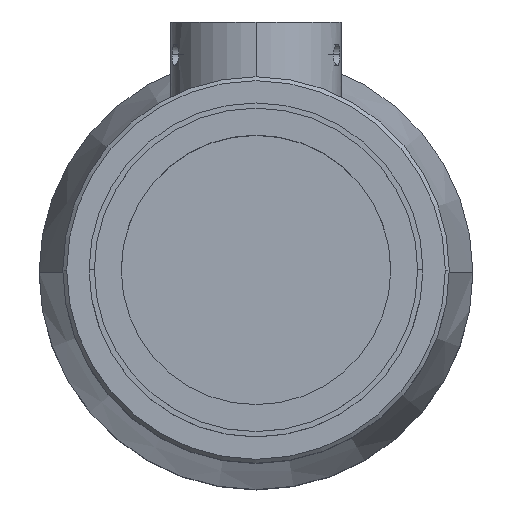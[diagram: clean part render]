
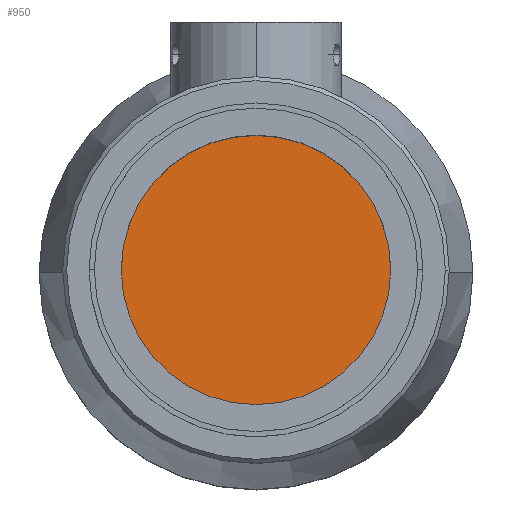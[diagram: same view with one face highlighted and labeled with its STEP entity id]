
A CAD part, top view. The second image highlights one B-rep face of the part: STEP entity #950.
In plain terms, the highlighted planar face has unit normal (0, 0, 1).
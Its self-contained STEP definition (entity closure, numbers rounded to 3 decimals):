
#268 = ORIENTED_EDGE ( 'NONE', *, *, #5439, .F. ) ;
#502 = DIRECTION ( 'NONE',  ( 0., 0., -1. ) ) ;
#695 = CIRCLE ( 'NONE', #5056, 10.25 ) ;
#712 = VERTEX_POINT ( 'NONE', #1740 ) ;
#950 = ADVANCED_FACE ( 'NONE', ( #1170 ), #7588, .T. ) ;
#1126 = CARTESIAN_POINT ( 'NONE',  ( 10.25, 0., 139.35 ) ) ;
#1170 = FACE_OUTER_BOUND ( 'NONE', #2162, .T. ) ;
#1740 = CARTESIAN_POINT ( 'NONE',  ( -10.25, 0., 139.35 ) ) ;
#1990 = VERTEX_POINT ( 'NONE', #1126 ) ;
#2162 = EDGE_LOOP ( 'NONE', ( #2390, #268 ) ) ;
#2322 = CARTESIAN_POINT ( 'NONE',  ( 0., 0., 139.35 ) ) ;
#2390 = ORIENTED_EDGE ( 'NONE', *, *, #7885, .F. ) ;
#3131 = AXIS2_PLACEMENT_3D ( 'NONE', #2322, #502, #5470 ) ;
#4557 = DIRECTION ( 'NONE',  ( 1., 0., 0. ) ) ;
#5056 = AXIS2_PLACEMENT_3D ( 'NONE', #5477, #7400, #5552 ) ;
#5439 = EDGE_CURVE ( 'NONE', #712, #1990, #6414, .T. ) ;
#5470 = DIRECTION ( 'NONE',  ( 1., 0., 0. ) ) ;
#5477 = CARTESIAN_POINT ( 'NONE',  ( 0., 0., 139.35 ) ) ;
#5552 = DIRECTION ( 'NONE',  ( 1., 0., 0. ) ) ;
#6414 = CIRCLE ( 'NONE', #3131, 10.25 ) ;
#6429 = CARTESIAN_POINT ( 'NONE',  ( -10.373, -10.373, 139.35 ) ) ;
#6911 = DIRECTION ( 'NONE',  ( 0., 0., 1. ) ) ;
#7400 = DIRECTION ( 'NONE',  ( 0., 0., -1. ) ) ;
#7588 = PLANE ( 'NONE',  #7665 ) ;
#7665 = AXIS2_PLACEMENT_3D ( 'NONE', #6429, #6911, #4557 ) ;
#7885 = EDGE_CURVE ( 'NONE', #1990, #712, #695, .T. ) ;
